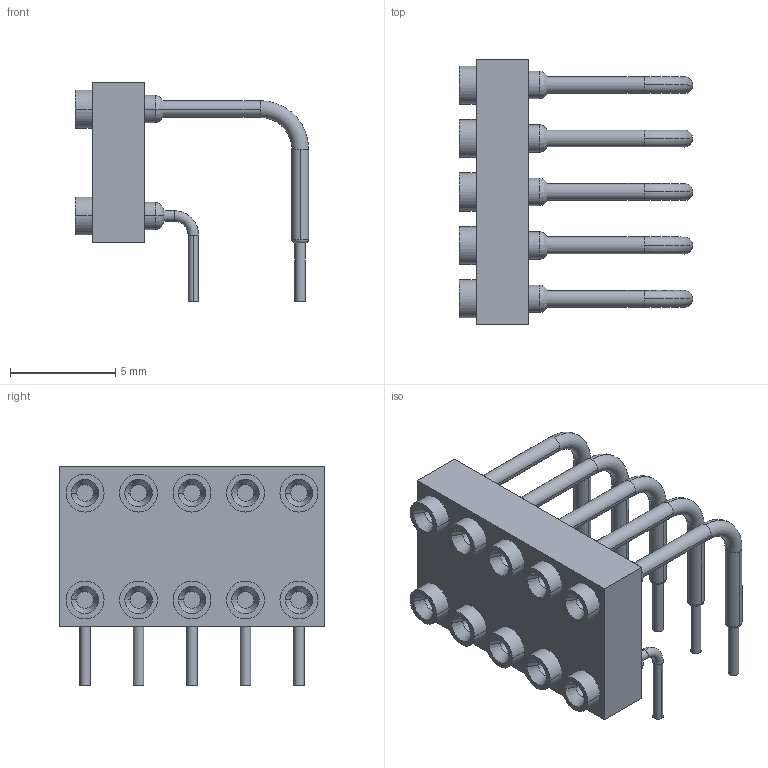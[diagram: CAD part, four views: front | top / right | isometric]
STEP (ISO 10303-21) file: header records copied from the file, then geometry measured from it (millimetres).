
FILE_DESCRIPTION((''),'2;1');
FILE_NAME('E-TEC_LEH-210-S900.stp','2013-06-24T10:34:44',(''),(''),'Mechanical Desktop 2011','Mechanical Desktop 2011',', , ');
FILE_SCHEMA(('AUTOMOTIVE_DESIGN { 1 2 10303 214 1 1 1 1 }'));
Length unit declared in the file: millimetre
Products named in the file (1): Product
Bounding box: 11.08 x 12.6 x 10.42 mm (x, y, z)
Volume: 299.4 mm3; surface area: 997.8 mm2
Topology: 46 solids, 46 shells, 336 faces, 672 edges, 428 vertices
Faces by surface type: cylinder 170, plane 96, torus 30, cone 20, bspline 20
Entity records: 9800 total; most frequent: CARTESIAN_POINT 2317, DIRECTION 1776, ORIENTED_EDGE 1344, AXIS2_PLACEMENT_3D 787, EDGE_CURVE 672, CIRCLE 470, VERTEX_POINT 428, EDGE_LOOP 376
